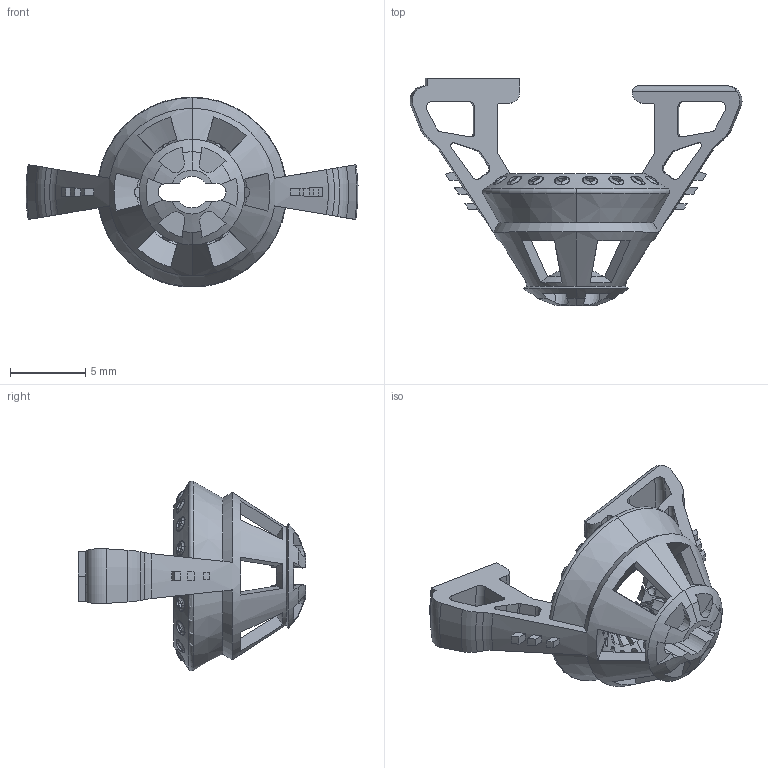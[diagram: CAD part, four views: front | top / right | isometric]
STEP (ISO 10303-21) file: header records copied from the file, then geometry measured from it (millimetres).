
FILE_DESCRIPTION (( 'STEP AP203' ), '1' );
FILE_NAME ('flexDrive_base_16drives_rev1.1.STEP', '2013-09-30T20:48:52', ( '' ), ( '' ), 'SwSTEP 2.0', 'SolidWorks 2013', '' );
FILE_SCHEMA (( 'CONFIG_CONTROL_DESIGN' ));
Length unit declared in the file: millimetre
Products named in the file (1): flexDrive_base_16drives_rev1.1
Bounding box: 22.09 x 15.12 x 12.62 mm (x, y, z)
Volume: 422 mm3; surface area: 1100.9 mm2
Topology: 2 solids, 2 shells, 704 faces, 1907 edges, 1229 vertices
Faces by surface type: cone 309, plane 205, cylinder 123, torus 67
Entity records: 24075 total; most frequent: CARTESIAN_POINT 6627, ORIENTED_EDGE 3814, DIRECTION 3482, EDGE_CURVE 1907, AXIS2_PLACEMENT_3D 1334, VERTEX_POINT 1229, LINE 814, VECTOR 814
